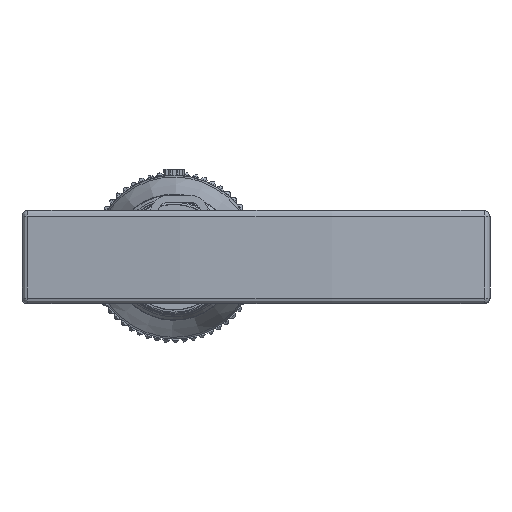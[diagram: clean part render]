
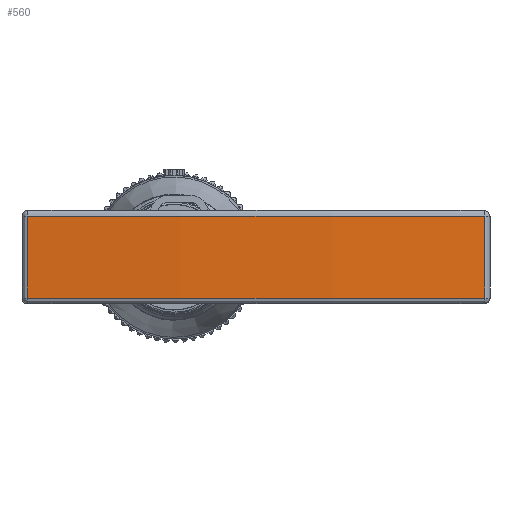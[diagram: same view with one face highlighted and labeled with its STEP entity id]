
A CAD part, front view. The second image highlights one B-rep face of the part: STEP entity #560.
In plain terms, the highlighted cylindrical face has radius 191.335 mm (diameter 382.671 mm), a partial arc.
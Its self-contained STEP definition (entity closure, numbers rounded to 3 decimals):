
#542=AXIS2_PLACEMENT_3D('Cylinder Axis2P3D',#539,#540,#541) ;
#546=AXIS2_PLACEMENT_3D('Circle Axis2P3D',#544,#545,$) ;
#551=AXIS2_PLACEMENT_3D('Circle Axis2P3D',#549,#550,$) ;
#161=CARTESIAN_POINT('Vertex',(39.551,1.002,10.8)) ;
#164=CARTESIAN_POINT('Line Origine',(39.551,1.002,7.3)) ;
#168=CARTESIAN_POINT('Vertex',(39.551,1.002,3.8)) ;
#437=CARTESIAN_POINT('Vertex',(0.449,1.002,3.8)) ;
#440=CARTESIAN_POINT('Line Origine',(0.449,1.002,7.3)) ;
#444=CARTESIAN_POINT('Vertex',(0.449,1.002,10.8)) ;
#539=CARTESIAN_POINT('Axis2P3D Location',(20.,191.335,7.3)) ;
#544=CARTESIAN_POINT('Axis2P3D Location',(20.,191.335,3.8)) ;
#549=CARTESIAN_POINT('Axis2P3D Location',(20.,191.335,10.8)) ;
#165=DIRECTION('Vector Direction',(0.,0.,1.)) ;
#441=DIRECTION('Vector Direction',(0.,0.,1.)) ;
#540=DIRECTION('Axis2P3D Direction',(0.,0.,1.)) ;
#541=DIRECTION('Axis2P3D XDirection',(-0.105,-0.995,-0.)) ;
#545=DIRECTION('Axis2P3D Direction',(0.,0.,1.)) ;
#550=DIRECTION('Axis2P3D Direction',(0.,0.,1.)) ;
#166=VECTOR('Line Direction',#165,1.) ;
#442=VECTOR('Line Direction',#441,1.) ;
#555=ORIENTED_EDGE('',*,*,#446,.F.) ;
#556=ORIENTED_EDGE('',*,*,#548,.F.) ;
#557=ORIENTED_EDGE('',*,*,#170,.F.) ;
#558=ORIENTED_EDGE('',*,*,#553,.F.) ;
#560=ADVANCED_FACE('Hauptk\X2\00F6\X0\rper',(#559),#543,.T.) ;
#547=CIRCLE('generated circle',#546,191.335) ;
#552=CIRCLE('generated circle',#551,191.335) ;
#543=CYLINDRICAL_SURFACE('generated cylinder',#542,191.335) ;
#170=EDGE_CURVE('',#162,#169,#167,.F.) ;
#446=EDGE_CURVE('',#438,#445,#443,.T.) ;
#548=EDGE_CURVE('',#169,#438,#547,.F.) ;
#553=EDGE_CURVE('',#445,#162,#552,.T.) ;
#554=EDGE_LOOP('',(#555,#556,#557,#558)) ;
#559=FACE_OUTER_BOUND('',#554,.T.) ;
#167=LINE('Line',#164,#166) ;
#443=LINE('Line',#440,#442) ;
#162=VERTEX_POINT('',#161) ;
#169=VERTEX_POINT('',#168) ;
#438=VERTEX_POINT('',#437) ;
#445=VERTEX_POINT('',#444) ;
